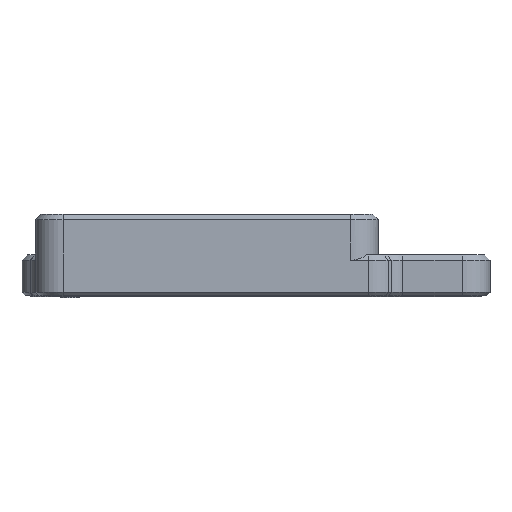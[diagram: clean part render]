
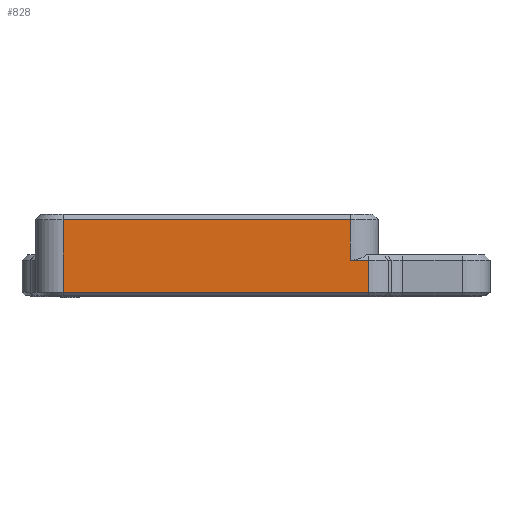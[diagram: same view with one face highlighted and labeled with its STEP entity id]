
A CAD part, left-side view. The second image highlights one B-rep face of the part: STEP entity #828.
In plain terms, the highlighted planar face has unit normal (-1, 0, 0).
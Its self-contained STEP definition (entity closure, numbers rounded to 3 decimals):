
#721=CARTESIAN_POINT('',(-11.19,-96.763,3.1));
#722=VERTEX_POINT('',#721);
#730=CARTESIAN_POINT('',(-11.19,-96.763,-3.));
#731=VERTEX_POINT('',#730);
#732=CARTESIAN_POINT('',(-11.19,-96.763,3.1));
#733=DIRECTION('',(0.,0.,-1.));
#734=VECTOR('',#733,6.1);
#735=LINE('',#732,#734);
#736=EDGE_CURVE('',#722,#731,#735,.T.);
#782=CARTESIAN_POINT('',(-11.19,-94.843,17.2));
#783=DIRECTION('',(-1.,0.,0.));
#784=DIRECTION('',(0.,0.,-1.));
#785=AXIS2_PLACEMENT_3D('',#782,#783,#784);
#786=PLANE('',#785);
#787=CARTESIAN_POINT('',(-11.19,-93.332,3.1));
#788=VERTEX_POINT('',#787);
#789=CARTESIAN_POINT('',(-11.19,-93.332,3.1));
#790=DIRECTION('',(-0.,-1.,-0.));
#791=VECTOR('',#790,3.431);
#792=LINE('',#789,#791);
#793=EDGE_CURVE('',#788,#722,#792,.T.);
#794=ORIENTED_EDGE('',*,*,#793,.F.);
#795=CARTESIAN_POINT('',(-11.19,-93.332,10.8));
#796=VERTEX_POINT('',#795);
#797=CARTESIAN_POINT('',(-11.19,-93.332,3.1));
#798=DIRECTION('',(0.,0.,1.));
#799=VECTOR('',#798,7.7);
#800=LINE('',#797,#799);
#801=EDGE_CURVE('',#788,#796,#800,.T.);
#802=ORIENTED_EDGE('',*,*,#801,.T.);
#803=CARTESIAN_POINT('',(-11.19,-38.776,10.8));
#804=VERTEX_POINT('',#803);
#805=CARTESIAN_POINT('',(-11.19,-93.332,10.8));
#806=DIRECTION('',(0.,1.,0.));
#807=VECTOR('',#806,54.556);
#808=LINE('',#805,#807);
#809=EDGE_CURVE('',#796,#804,#808,.T.);
#810=ORIENTED_EDGE('',*,*,#809,.T.);
#811=CARTESIAN_POINT('',(-11.19,-38.776,-3.));
#812=VERTEX_POINT('',#811);
#813=CARTESIAN_POINT('',(-11.19,-38.776,10.8));
#814=DIRECTION('',(0.,0.,-1.));
#815=VECTOR('',#814,13.8);
#816=LINE('',#813,#815);
#817=EDGE_CURVE('',#804,#812,#816,.T.);
#818=ORIENTED_EDGE('',*,*,#817,.T.);
#819=CARTESIAN_POINT('',(-11.19,-96.763,-3.));
#820=DIRECTION('',(0.,1.,0.));
#821=VECTOR('',#820,57.987);
#822=LINE('',#819,#821);
#823=EDGE_CURVE('',#731,#812,#822,.T.);
#824=ORIENTED_EDGE('',*,*,#823,.F.);
#825=ORIENTED_EDGE('',*,*,#736,.F.);
#826=EDGE_LOOP('',(#794,#802,#810,#818,#824,#825));
#827=FACE_BOUND('',#826,.T.);
#828=ADVANCED_FACE('',(#827),#786,.T.);
